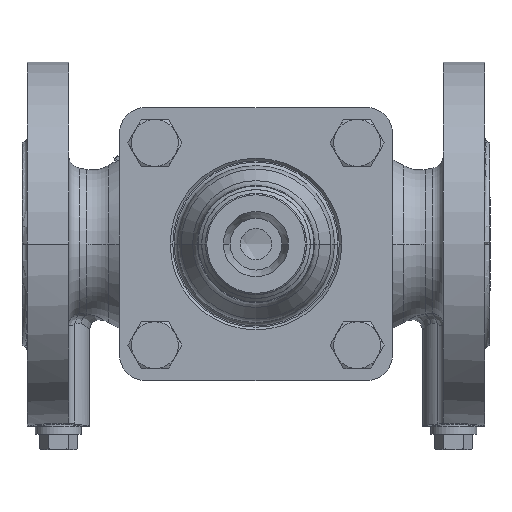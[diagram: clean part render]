
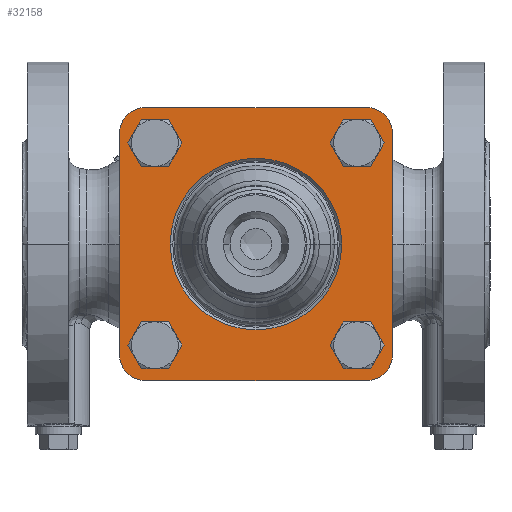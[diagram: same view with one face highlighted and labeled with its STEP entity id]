
A CAD part, front view. The second image highlights one B-rep face of the part: STEP entity #32158.
In plain terms, the highlighted planar face has unit normal (0, -1, 0).
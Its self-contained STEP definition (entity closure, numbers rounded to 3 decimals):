
#31649=CARTESIAN_POINT('',(-42.5,0.,42.5));
#31650=DIRECTION('',(0.,1.,0.));
#31651=DIRECTION('',(-1.,0.,0.));
#31652=AXIS2_PLACEMENT_3D('',#31649,#31650,#31651);
#31654=CARTESIAN_POINT('',(42.5,0.,42.5));
#31655=DIRECTION('',(0.,1.,0.));
#31656=DIRECTION('',(0.,0.,1.));
#31657=AXIS2_PLACEMENT_3D('',#31654,#31655,#31656);
#31659=CARTESIAN_POINT('',(42.5,0.,-42.5));
#31660=DIRECTION('',(0.,1.,0.));
#31661=DIRECTION('',(1.,0.,0.));
#31662=AXIS2_PLACEMENT_3D('',#31659,#31660,#31661);
#31664=CARTESIAN_POINT('',(-42.5,0.,-42.5));
#31665=DIRECTION('',(0.,1.,0.));
#31666=DIRECTION('',(0.,0.,-1.));
#31667=AXIS2_PLACEMENT_3D('',#31664,#31665,#31666);
#31669=CARTESIAN_POINT('',(0.,0.,
0.));
#31670=DIRECTION('',(0.,-1.,0.));
#31671=DIRECTION('',(-1.,0.,0.));
#31672=AXIS2_PLACEMENT_3D('',#31669,#31670,#31671);
#31674=CARTESIAN_POINT('',(0.,0.,
0.));
#31675=DIRECTION('',(0.,-1.,0.));
#31676=DIRECTION('',(0.,0.,-1.));
#31677=AXIS2_PLACEMENT_3D('',#31674,#31675,#31676);
#31679=CARTESIAN_POINT('',(0.,0.,
0.));
#31680=DIRECTION('',(0.,-1.,0.));
#31681=DIRECTION('',(1.,0.,0.));
#31682=AXIS2_PLACEMENT_3D('',#31679,#31680,#31681);
#31684=CARTESIAN_POINT('',(0.,0.,
0.));
#31685=DIRECTION('',(0.,-1.,0.));
#31686=DIRECTION('',(0.,0.,1.));
#31687=AXIS2_PLACEMENT_3D('',#31684,#31685,#31686);
#31689=CARTESIAN_POINT('',(-38.891,0.,38.891));
#31690=DIRECTION('',(0.,-1.,0.));
#31691=DIRECTION('',(1.,0.,0.));
#31692=AXIS2_PLACEMENT_3D('',#31689,#31690,#31691);
#31694=CARTESIAN_POINT('',(-38.891,0.,38.891));
#31695=DIRECTION('',(0.,-1.,0.));
#31696=DIRECTION('',(-1.,0.,0.));
#31697=AXIS2_PLACEMENT_3D('',#31694,#31695,#31696);
#31699=CARTESIAN_POINT('',(38.891,0.,38.891));
#31700=DIRECTION('',(0.,-1.,0.));
#31701=DIRECTION('',(1.,0.,0.));
#31702=AXIS2_PLACEMENT_3D('',#31699,#31700,#31701);
#31704=CARTESIAN_POINT('',(38.891,0.,38.891));
#31705=DIRECTION('',(0.,-1.,0.));
#31706=DIRECTION('',(-1.,0.,0.));
#31707=AXIS2_PLACEMENT_3D('',#31704,#31705,#31706);
#31709=CARTESIAN_POINT('',(38.891,0.,-38.891));
#31710=DIRECTION('',(0.,-1.,0.));
#31711=DIRECTION('',(1.,0.,0.));
#31712=AXIS2_PLACEMENT_3D('',#31709,#31710,#31711);
#31714=CARTESIAN_POINT('',(38.891,0.,-38.891));
#31715=DIRECTION('',(0.,-1.,0.));
#31716=DIRECTION('',(-1.,0.,0.));
#31717=AXIS2_PLACEMENT_3D('',#31714,#31715,#31716);
#31719=CARTESIAN_POINT('',(-38.891,0.,-38.891));
#31720=DIRECTION('',(0.,-1.,0.));
#31721=DIRECTION('',(1.,0.,0.));
#31722=AXIS2_PLACEMENT_3D('',#31719,#31720,#31721);
#31724=CARTESIAN_POINT('',(-38.891,0.,-38.891));
#31725=DIRECTION('',(0.,-1.,0.));
#31726=DIRECTION('',(-1.,0.,0.));
#31727=AXIS2_PLACEMENT_3D('',#31724,#31725,#31726);
#31737=DIRECTION('',(0.,0.,-1.));
#31738=VECTOR('',#31737,85.);
#31739=CARTESIAN_POINT('',(-52.5,0.,42.5));
#31740=LINE('',#31739,#31738);
#31749=DIRECTION('',(1.,0.,0.));
#31750=VECTOR('',#31749,85.);
#31751=CARTESIAN_POINT('',(-42.5,0.,-52.5));
#31752=LINE('',#31751,#31750);
#31761=DIRECTION('',(0.,0.,1.));
#31762=VECTOR('',#31761,85.);
#31763=CARTESIAN_POINT('',(52.5,0.,-42.5));
#31764=LINE('',#31763,#31762);
#31773=DIRECTION('',(-1.,0.,0.));
#31774=VECTOR('',#31773,85.);
#31775=CARTESIAN_POINT('',(42.5,0.,52.5));
#31776=LINE('',#31775,#31774);
#31997=CARTESIAN_POINT('',(-52.5,0.,42.5));
#31998=CARTESIAN_POINT('',(-42.5,0.,52.5));
#31999=VERTEX_POINT('',#31997);
#32000=VERTEX_POINT('',#31998);
#32001=CARTESIAN_POINT('',(42.5,0.,52.5));
#32002=VERTEX_POINT('',#32001);
#32003=CARTESIAN_POINT('',(52.5,0.,42.5));
#32004=VERTEX_POINT('',#32003);
#32005=CARTESIAN_POINT('',(52.5,0.,-42.5));
#32006=VERTEX_POINT('',#32005);
#32007=CARTESIAN_POINT('',(42.5,0.,-52.5));
#32008=VERTEX_POINT('',#32007);
#32009=CARTESIAN_POINT('',(-42.5,0.,-52.5));
#32010=VERTEX_POINT('',#32009);
#32011=CARTESIAN_POINT('',(-52.5,0.,-42.5));
#32012=VERTEX_POINT('',#32011);
#32013=CARTESIAN_POINT('',(0.,0.,
-33.));
#32014=CARTESIAN_POINT('',(33.,0.,
0.));
#32015=VERTEX_POINT('',#32013);
#32016=VERTEX_POINT('',#32014);
#32017=CARTESIAN_POINT('',(-33.,0.,
0.));
#32018=VERTEX_POINT('',#32017);
#32019=CARTESIAN_POINT('',(0.,0.,
33.));
#32020=VERTEX_POINT('',#32019);
#32021=CARTESIAN_POINT('',(-31.891,0.,38.891));
#32022=CARTESIAN_POINT('',(-45.891,0.,38.891));
#32023=VERTEX_POINT('',#32021);
#32024=VERTEX_POINT('',#32022);
#32025=CARTESIAN_POINT('',(45.891,0.,38.891));
#32026=CARTESIAN_POINT('',(31.891,0.,38.891));
#32027=VERTEX_POINT('',#32025);
#32028=VERTEX_POINT('',#32026);
#32029=CARTESIAN_POINT('',(45.891,0.,-38.891));
#32030=CARTESIAN_POINT('',(31.891,0.,-38.891));
#32031=VERTEX_POINT('',#32029);
#32032=VERTEX_POINT('',#32030);
#32033=CARTESIAN_POINT('',(-31.891,0.,-38.891));
#32034=CARTESIAN_POINT('',(-45.891,0.,-38.891));
#32035=VERTEX_POINT('',#32033);
#32036=VERTEX_POINT('',#32034);
#32101=CARTESIAN_POINT('',(0.,0.,0.));
#32102=DIRECTION('',(0.,1.,0.));
#32103=DIRECTION('',(1.,0.,0.));
#32104=AXIS2_PLACEMENT_3D('',#32101,#32102,#32103);
#32105=PLANE('',#32104);
#32107=ORIENTED_EDGE('',*,*,#32106,.T.);
#32109=ORIENTED_EDGE('',*,*,#32108,.F.);
#32111=ORIENTED_EDGE('',*,*,#32110,.T.);
#32113=ORIENTED_EDGE('',*,*,#32112,.F.);
#32115=ORIENTED_EDGE('',*,*,#32114,.T.);
#32117=ORIENTED_EDGE('',*,*,#32116,.F.);
#32119=ORIENTED_EDGE('',*,*,#32118,.T.);
#32121=ORIENTED_EDGE('',*,*,#32120,.F.);
#32122=EDGE_LOOP('',(#32107,#32109,#32111,#32113,#32115,#32117,#32119,#32121));
#32123=FACE_OUTER_BOUND('',#32122,.F.);
#32125=ORIENTED_EDGE('',*,*,#32124,.T.);
#32127=ORIENTED_EDGE('',*,*,#32126,.T.);
#32129=ORIENTED_EDGE('',*,*,#32128,.T.);
#32131=ORIENTED_EDGE('',*,*,#32130,.T.);
#32132=EDGE_LOOP('',(#32125,#32127,#32129,#32131));
#32133=FACE_BOUND('',#32132,.F.);
#32135=ORIENTED_EDGE('',*,*,#32134,.T.);
#32137=ORIENTED_EDGE('',*,*,#32136,.T.);
#32138=EDGE_LOOP('',(#32135,#32137));
#32139=FACE_BOUND('',#32138,.F.);
#32141=ORIENTED_EDGE('',*,*,#32140,.T.);
#32143=ORIENTED_EDGE('',*,*,#32142,.T.);
#32144=EDGE_LOOP('',(#32141,#32143));
#32145=FACE_BOUND('',#32144,.F.);
#32147=ORIENTED_EDGE('',*,*,#32146,.T.);
#32149=ORIENTED_EDGE('',*,*,#32148,.T.);
#32150=EDGE_LOOP('',(#32147,#32149));
#32151=FACE_BOUND('',#32150,.F.);
#32153=ORIENTED_EDGE('',*,*,#32152,.T.);
#32155=ORIENTED_EDGE('',*,*,#32154,.T.);
#32156=EDGE_LOOP('',(#32153,#32155));
#32157=FACE_BOUND('',#32156,.F.);
#32158=ADVANCED_FACE('',(#32123,#32133,#32139,#32145,#32151,#32157),#32105,.F.);
#31653=CIRCLE('',#31652,10.);
#31658=CIRCLE('',#31657,10.);
#31663=CIRCLE('',#31662,10.);
#31668=CIRCLE('',#31667,10.);
#31673=CIRCLE('',#31672,33.);
#31678=CIRCLE('',#31677,33.);
#31683=CIRCLE('',#31682,33.);
#31688=CIRCLE('',#31687,33.);
#31693=CIRCLE('',#31692,7.);
#31698=CIRCLE('',#31697,7.);
#31703=CIRCLE('',#31702,7.);
#31708=CIRCLE('',#31707,7.);
#31713=CIRCLE('',#31712,7.);
#31718=CIRCLE('',#31717,7.);
#31723=CIRCLE('',#31722,7.);
#31728=CIRCLE('',#31727,7.);
#32106=EDGE_CURVE('',#31999,#32000,#31653,.T.);
#32108=EDGE_CURVE('',#32002,#32000,#31776,.T.);
#32110=EDGE_CURVE('',#32002,#32004,#31658,.T.);
#32112=EDGE_CURVE('',#32006,#32004,#31764,.T.);
#32114=EDGE_CURVE('',#32006,#32008,#31663,.T.);
#32116=EDGE_CURVE('',#32010,#32008,#31752,.T.);
#32118=EDGE_CURVE('',#32010,#32012,#31668,.T.);
#32120=EDGE_CURVE('',#31999,#32012,#31740,.T.);
#32124=EDGE_CURVE('',#32018,#32015,#31673,.T.);
#32126=EDGE_CURVE('',#32015,#32016,#31678,.T.);
#32128=EDGE_CURVE('',#32016,#32020,#31683,.T.);
#32130=EDGE_CURVE('',#32020,#32018,#31688,.T.);
#32134=EDGE_CURVE('',#32023,#32024,#31693,.T.);
#32136=EDGE_CURVE('',#32024,#32023,#31698,.T.);
#32140=EDGE_CURVE('',#32027,#32028,#31703,.T.);
#32142=EDGE_CURVE('',#32028,#32027,#31708,.T.);
#32146=EDGE_CURVE('',#32031,#32032,#31713,.T.);
#32148=EDGE_CURVE('',#32032,#32031,#31718,.T.);
#32152=EDGE_CURVE('',#32035,#32036,#31723,.T.);
#32154=EDGE_CURVE('',#32036,#32035,#31728,.T.);
